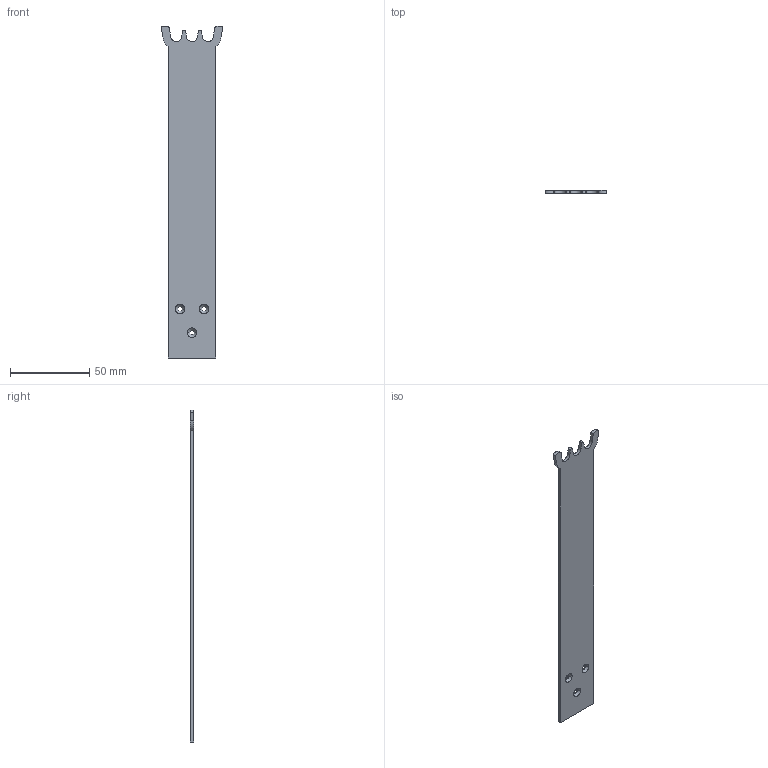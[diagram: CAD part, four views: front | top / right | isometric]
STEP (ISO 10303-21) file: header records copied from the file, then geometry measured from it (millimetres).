
FILE_DESCRIPTION(/* description */ (''),/* implementation_level */ '2;1');
FILE_NAME(/* name */ 'SUPPOR~1',/* time_stamp */ '2024-02-06T08:40:04+01:00',/* author */ (''),/* organization */ (''),/* preprocessor_version */ 'ST-DEVELOPER v16.5',/* originating_system */ '',/* authorisation */ '');
FILE_SCHEMA (('AUTOMOTIVE_DESIGN'));
Length unit declared in the file: millimetre
Products named in the file (1): Document
Bounding box: 38.88 x 2 x 209.88 mm (x, y, z)
Volume: 12246.3 mm3; surface area: 13378.2 mm2
Topology: 1 solids, 1 shells, 36 faces, 96 edges, 62 vertices
Faces by surface type: bspline 34, plane 2
Entity records: 1171 total; most frequent: CARTESIAN_POINT 664, ORIENTED_EDGE 192, EDGE_CURVE 96, VERTEX_POINT 62, EDGE_LOOP 42, ADVANCED_FACE 36, FACE_OUTER_BOUND 36, FACE_BOUND 6
